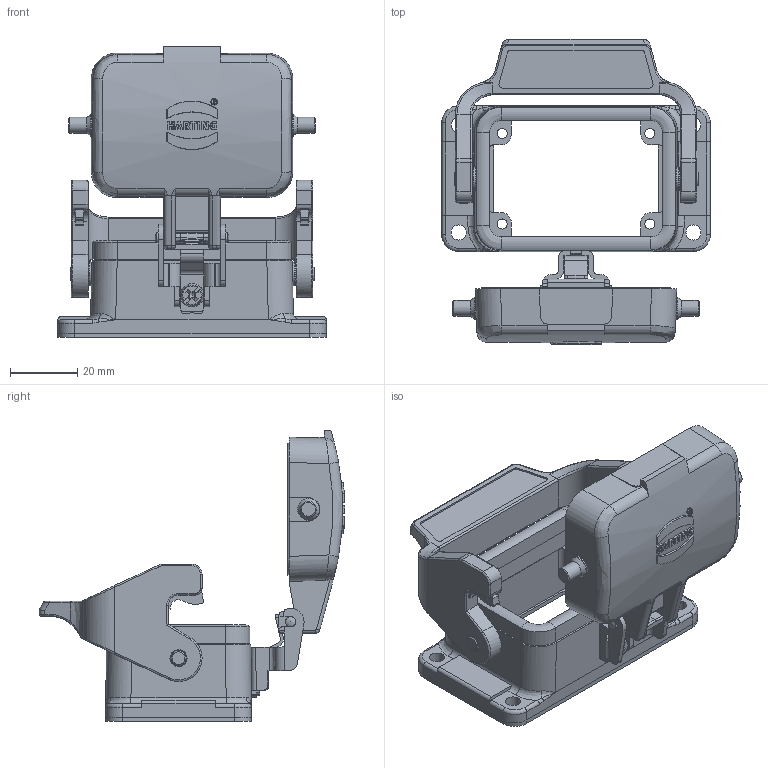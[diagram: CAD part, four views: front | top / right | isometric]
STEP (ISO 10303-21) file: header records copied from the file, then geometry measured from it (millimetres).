
FILE_DESCRIPTION(/* description */ (''),/* implementation_level */ '2;1');
FILE_NAME(/* name */ '100102867ugm000_d.stp',/* time_stamp */ '2017-09-28T16:17:56+02:00',/* author */ (''),/* organization */ (''),/* preprocessor_version */ 'ST-DEVELOPER v16',/* originating_system */ 'SIEMENS PLM Software NX 10.0',/* authorisation */ '');
FILE_SCHEMA (('AUTOMOTIVE_DESIGN { 1 0 10303 214 3 1 1 1 }'));
Length unit declared in the file: millimetre
Products named in the file (1): 100102867ugm000_d
Bounding box: 80.01 x 91.03 x 86.73 mm (x, y, z)
Volume: 55237 mm3; surface area: 37191.3 mm2
Topology: 3 solids, 3 shells, 954 faces, 3029 edges, 2604 vertices
Faces by surface type: plane 411, cylinder 275, bspline 205, cone 25, torus 18, extrusion 16, sphere 4
Full cylindrical faces by diameter (mm): 2 x2, 3 x6, 4 x2, 4.5 x4, 4.75 x2, 4.8 x2, 5 x2, 5.1 x2, 6.5 x2, 7 x3
Entity records: 44393 total; most frequent: CARTESIAN_POINT 15346, ORIENTED_EDGE 4818, DIRECTION 4186, EDGE_CURVE 2409, VERTEX_POINT 1544, AXIS2_PLACEMENT_3D 1430, VECTOR 1326, LINE 1310
